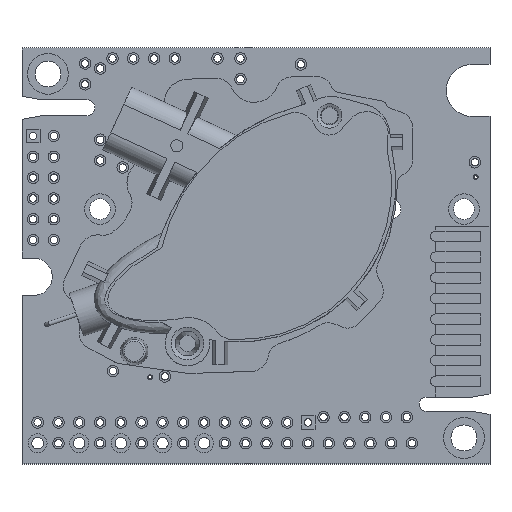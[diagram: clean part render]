
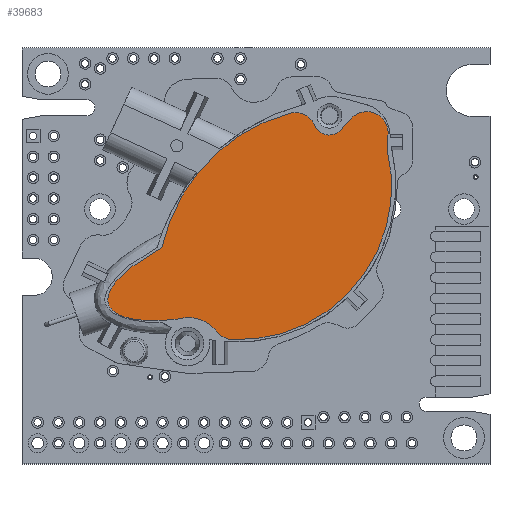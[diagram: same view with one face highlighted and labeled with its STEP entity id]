
A CAD part, top view. The second image highlights one B-rep face of the part: STEP entity #39683.
In plain terms, the highlighted planar face has unit normal (0, 0, 1).
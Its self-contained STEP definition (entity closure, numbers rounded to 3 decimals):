
#39353 = VERTEX_POINT('',#39354);
#39354 = CARTESIAN_POINT('',(-11.5,1.,8.7));
#39360 = EDGE_CURVE('',#39353,#39361,#39363,.T.);
#39361 = VERTEX_POINT('',#39362);
#39362 = CARTESIAN_POINT('',(-9.5,-7.7,8.7));
#39363 = ELLIPSE('',#39364,15.582,5.107);
#39364 = AXIS2_PLACEMENT_3D('',#39365,#39366,#39367);
#39365 = CARTESIAN_POINT('',(-3.2,-1.026,8.7));
#39366 = DIRECTION('',(0.,-0.,1.));
#39367 = DIRECTION('',(0.95,0.313,0.));
#39388 = VERTEX_POINT('',#39389);
#39389 = CARTESIAN_POINT('',(-5.,-9.,8.7));
#39395 = EDGE_CURVE('',#39388,#39361,#39396,.T.);
#39396 = CIRCLE('',#39397,4.4);
#39397 = AXIS2_PLACEMENT_3D('',#39398,#39399,#39400);
#39398 = CARTESIAN_POINT('',(-8.284,-11.929,8.7));
#39399 = DIRECTION('',(0.,0.,1.));
#39400 = DIRECTION('',(1.,0.,0.));
#39413 = EDGE_CURVE('',#39388,#39414,#39416,.T.);
#39414 = VERTEX_POINT('',#39415);
#39415 = CARTESIAN_POINT('',(-3.2,-10.2,8.7));
#39416 = CIRCLE('',#39417,2.7);
#39417 = AXIS2_PLACEMENT_3D('',#39418,#39419,#39420);
#39418 = CARTESIAN_POINT('',(-2.728,-7.542,8.7));
#39419 = DIRECTION('',(0.,0.,1.));
#39420 = DIRECTION('',(1.,0.,0.));
#39438 = EDGE_CURVE('',#39414,#39439,#39441,.T.);
#39439 = VERTEX_POINT('',#39440);
#39440 = CARTESIAN_POINT('',(16.,13.,8.7));
#39441 = CIRCLE('',#39442,18.678);
#39442 = AXIS2_PLACEMENT_3D('',#39443,#39444,#39445);
#39443 = CARTESIAN_POINT('',(-2.114,8.446,8.7));
#39444 = DIRECTION('',(0.,0.,1.));
#39445 = DIRECTION('',(1.,0.,0.));
#39463 = EDGE_CURVE('',#39439,#39464,#39466,.T.);
#39464 = VERTEX_POINT('',#39465);
#39465 = CARTESIAN_POINT('',(16.1,14.6,8.7));
#39466 = LINE('',#39467,#39468);
#39467 = CARTESIAN_POINT('',(16.,13.,8.7));
#39468 = VECTOR('',#39469,1.);
#39469 = DIRECTION('',(0.062,0.998,0.));
#39487 = EDGE_CURVE('',#39464,#39488,#39490,.T.);
#39488 = VERTEX_POINT('',#39489);
#39489 = CARTESIAN_POINT('',(11.4,16.5,8.7));
#39490 = CIRCLE('',#39491,2.6);
#39491 = AXIS2_PLACEMENT_3D('',#39492,#39493,#39494);
#39492 = CARTESIAN_POINT('',(13.533,15.013,8.7));
#39493 = DIRECTION('',(0.,0.,1.));
#39494 = DIRECTION('',(1.,0.,0.));
#39512 = VERTEX_POINT('',#39513);
#39513 = CARTESIAN_POINT('',(10.4,15.4,8.7));
#39519 = EDGE_CURVE('',#39512,#39488,#39520,.T.);
#39520 = LINE('',#39521,#39522);
#39521 = CARTESIAN_POINT('',(10.4,15.4,8.7));
#39522 = VECTOR('',#39523,1.);
#39523 = DIRECTION('',(0.673,0.74,0.));
#39536 = VERTEX_POINT('',#39537);
#39537 = CARTESIAN_POINT('',(7.1,16.1,8.7));
#39543 = EDGE_CURVE('',#39536,#39512,#39544,.T.);
#39544 = CIRCLE('',#39545,1.95);
#39545 = AXIS2_PLACEMENT_3D('',#39546,#39547,#39548);
#39546 = CARTESIAN_POINT('',(8.953,16.707,8.7));
#39547 = DIRECTION('',(0.,0.,1.));
#39548 = DIRECTION('',(1.,0.,0.));
#39561 = EDGE_CURVE('',#39536,#39562,#39564,.T.);
#39562 = VERTEX_POINT('',#39563);
#39563 = CARTESIAN_POINT('',(4.044,17.4,8.7));
#39564 = CIRCLE('',#39565,2.6);
#39565 = AXIS2_PLACEMENT_3D('',#39566,#39567,#39568);
#39566 = CARTESIAN_POINT('',(4.789,14.909,8.7));
#39567 = DIRECTION('',(0.,0.,1.));
#39568 = DIRECTION('',(1.,0.,0.));
#39586 = EDGE_CURVE('',#39562,#39353,#39587,.T.);
#39587 = CIRCLE('',#39588,21.816);
#39588 = AXIS2_PLACEMENT_3D('',#39589,#39590,#39591);
#39589 = CARTESIAN_POINT('',(9.817,-3.638,8.7));
#39590 = DIRECTION('',(0.,0.,1.));
#39591 = DIRECTION('',(1.,0.,0.));
#39683 = ADVANCED_FACE('',(#39684),#39696,.F.);
#39684 = FACE_BOUND('',#39685,.T.);
#39685 = EDGE_LOOP('',(#39686,#39687,#39688,#39689,#39690,#39691,#39692,
    #39693,#39694,#39695));
#39686 = ORIENTED_EDGE('',*,*,#39561,.T.);
#39687 = ORIENTED_EDGE('',*,*,#39586,.T.);
#39688 = ORIENTED_EDGE('',*,*,#39360,.T.);
#39689 = ORIENTED_EDGE('',*,*,#39395,.F.);
#39690 = ORIENTED_EDGE('',*,*,#39413,.T.);
#39691 = ORIENTED_EDGE('',*,*,#39438,.T.);
#39692 = ORIENTED_EDGE('',*,*,#39463,.T.);
#39693 = ORIENTED_EDGE('',*,*,#39487,.T.);
#39694 = ORIENTED_EDGE('',*,*,#39519,.F.);
#39695 = ORIENTED_EDGE('',*,*,#39543,.F.);
#39696 = PLANE('',#39697);
#39697 = AXIS2_PLACEMENT_3D('',#39698,#39699,#39700);
#39698 = CARTESIAN_POINT('',(7.1,16.1,8.7));
#39699 = DIRECTION('',(0.,0.,-1.));
#39700 = DIRECTION('',(-1.,0.,0.));
